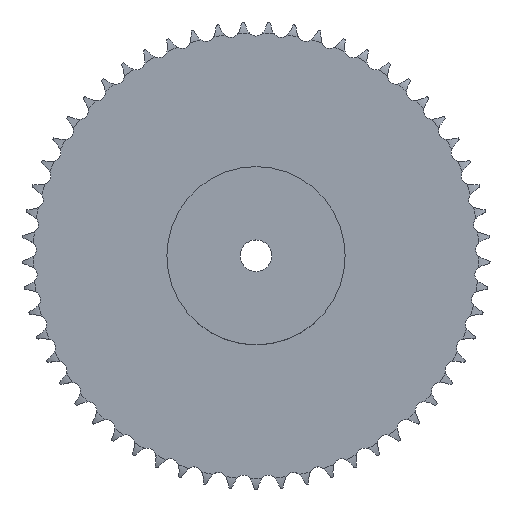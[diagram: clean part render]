
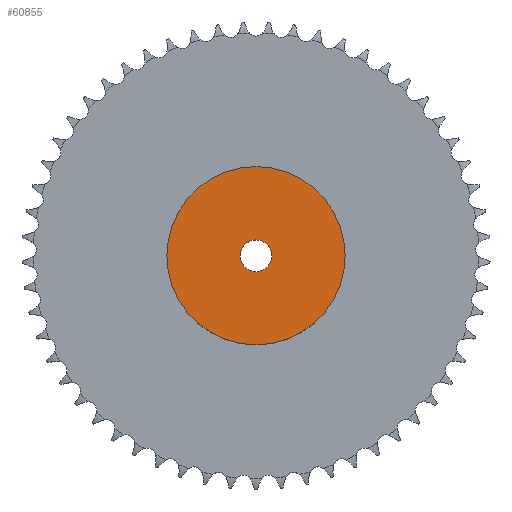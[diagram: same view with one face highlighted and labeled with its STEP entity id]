
A CAD part, top view. The second image highlights one B-rep face of the part: STEP entity #60855.
In plain terms, the highlighted planar face has unit normal (0, 0, 1).
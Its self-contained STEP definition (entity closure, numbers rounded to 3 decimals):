
#6540 = CYLINDRICAL_SURFACE('',#6541,45.);
#6541 = AXIS2_PLACEMENT_3D('',#6542,#6543,#6544);
#6542 = CARTESIAN_POINT('',(0.,0.,0.));
#6543 = DIRECTION('',(-0.,-0.,-1.));
#6544 = DIRECTION('',(1.,0.,0.));
#37802 = VERTEX_POINT('',#37803);
#37803 = CARTESIAN_POINT('',(45.,0.,40.));
#37824 = EDGE_CURVE('',#37802,#37802,#37825,.T.);
#37825 = SURFACE_CURVE('',#37826,(#37831,#37838),.PCURVE_S1.);
#37826 = CIRCLE('',#37827,45.);
#37827 = AXIS2_PLACEMENT_3D('',#37828,#37829,#37830);
#37828 = CARTESIAN_POINT('',(0.,0.,40.));
#37829 = DIRECTION('',(0.,0.,1.));
#37830 = DIRECTION('',(1.,0.,0.));
#37831 = PCURVE('',#6540,#37832);
#37832 = DEFINITIONAL_REPRESENTATION('',(#37833),#37837);
#37833 = LINE('',#37834,#37835);
#37834 = CARTESIAN_POINT('',(-0.,-40.));
#37835 = VECTOR('',#37836,1.);
#37836 = DIRECTION('',(-1.,0.));
#37837 = ( GEOMETRIC_REPRESENTATION_CONTEXT(2) 
PARAMETRIC_REPRESENTATION_CONTEXT() REPRESENTATION_CONTEXT('2D SPACE',''
  ) );
#37838 = PCURVE('',#37839,#37844);
#37839 = PLANE('',#37840);
#37840 = AXIS2_PLACEMENT_3D('',#37841,#37842,#37843);
#37841 = CARTESIAN_POINT('',(0.,0.,40.)
  );
#37842 = DIRECTION('',(0.,0.,1.));
#37843 = DIRECTION('',(1.,0.,0.));
#37844 = DEFINITIONAL_REPRESENTATION('',(#37845),#37849);
#37845 = CIRCLE('',#37846,45.);
#37846 = AXIS2_PLACEMENT_2D('',#37847,#37848);
#37847 = CARTESIAN_POINT('',(0.,0.));
#37848 = DIRECTION('',(1.,0.));
#37849 = ( GEOMETRIC_REPRESENTATION_CONTEXT(2) 
PARAMETRIC_REPRESENTATION_CONTEXT() REPRESENTATION_CONTEXT('2D SPACE',''
  ) );
#51380 = CYLINDRICAL_SURFACE('',#51381,8.);
#51381 = AXIS2_PLACEMENT_3D('',#51382,#51383,#51384);
#51382 = CARTESIAN_POINT('',(0.,0.,350.259));
#51383 = DIRECTION('',(0.,0.,1.));
#51384 = DIRECTION('',(1.,0.,0.));
#60855 = ADVANCED_FACE('',(#60856,#60859),#37839,.T.);
#60856 = FACE_BOUND('',#60857,.T.);
#60857 = EDGE_LOOP('',(#60858));
#60858 = ORIENTED_EDGE('',*,*,#37824,.T.);
#60859 = FACE_BOUND('',#60860,.T.);
#60860 = EDGE_LOOP('',(#60861));
#60861 = ORIENTED_EDGE('',*,*,#60862,.F.);
#60862 = EDGE_CURVE('',#60863,#60863,#60865,.T.);
#60863 = VERTEX_POINT('',#60864);
#60864 = CARTESIAN_POINT('',(8.,0.,40.));
#60865 = SURFACE_CURVE('',#60866,(#60871,#60878),.PCURVE_S1.);
#60866 = CIRCLE('',#60867,8.);
#60867 = AXIS2_PLACEMENT_3D('',#60868,#60869,#60870);
#60868 = CARTESIAN_POINT('',(0.,0.,40.));
#60869 = DIRECTION('',(0.,0.,1.));
#60870 = DIRECTION('',(1.,0.,0.));
#60871 = PCURVE('',#37839,#60872);
#60872 = DEFINITIONAL_REPRESENTATION('',(#60873),#60877);
#60873 = CIRCLE('',#60874,8.);
#60874 = AXIS2_PLACEMENT_2D('',#60875,#60876);
#60875 = CARTESIAN_POINT('',(0.,0.));
#60876 = DIRECTION('',(1.,0.));
#60877 = ( GEOMETRIC_REPRESENTATION_CONTEXT(2) 
PARAMETRIC_REPRESENTATION_CONTEXT() REPRESENTATION_CONTEXT('2D SPACE',''
  ) );
#60878 = PCURVE('',#51380,#60879);
#60879 = DEFINITIONAL_REPRESENTATION('',(#60880),#60884);
#60880 = LINE('',#60881,#60882);
#60881 = CARTESIAN_POINT('',(0.,-310.259));
#60882 = VECTOR('',#60883,1.);
#60883 = DIRECTION('',(1.,0.));
#60884 = ( GEOMETRIC_REPRESENTATION_CONTEXT(2) 
PARAMETRIC_REPRESENTATION_CONTEXT() REPRESENTATION_CONTEXT('2D SPACE',''
  ) );
